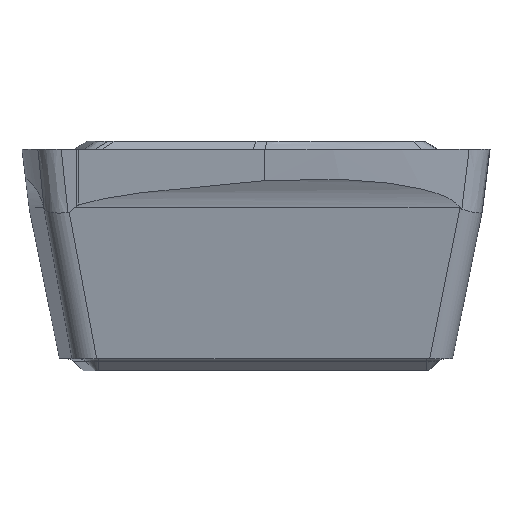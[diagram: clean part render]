
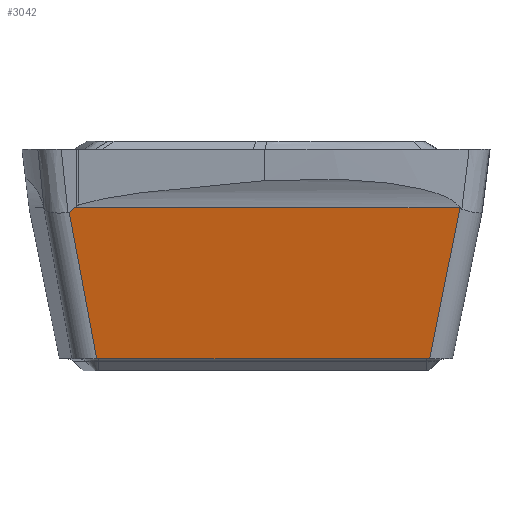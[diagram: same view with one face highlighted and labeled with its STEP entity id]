
A CAD part, left-side view. The second image highlights one B-rep face of the part: STEP entity #3042.
In plain terms, the highlighted planar face has unit normal (-0.981, -0.037, -0.191).
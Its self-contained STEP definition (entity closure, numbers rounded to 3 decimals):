
#377=DIRECTION('',(0.038,-0.999,0.));
#378=VECTOR('',#377,8.259);
#379=CARTESIAN_POINT('',(-4.87,3.949,-5.2));
#380=LINE('',#379,#378);
#515=DIRECTION('',(-0.194,0.18,0.964));
#516=VECTOR('',#515,3.771);
#517=CARTESIAN_POINT('',(-4.87,3.949,-5.2));
#518=LINE('',#517,#516);
#522=DIRECTION('',(0.18,0.194,-0.964));
#523=VECTOR('',#522,3.889);
#524=CARTESIAN_POINT('',(-5.261,-5.059,
-1.45));
#525=LINE('',#524,#523);
#1250=DIRECTION('',(0.101,0.744,-0.661));
#1251=VECTOR('',#1250,0.173);
#1252=CARTESIAN_POINT('',(-5.62,4.501,
-1.45));
#1253=LINE('',#1252,#1251);
#1324=DIRECTION('',(-0.038,0.999,0.));
#1325=VECTOR('',#1324,9.566);
#1326=CARTESIAN_POINT('',(-5.261,-5.059,
-1.45));
#1327=LINE('',#1326,#1325);
#2131=CARTESIAN_POINT('',(-4.87,3.949,
-5.2));
#2132=CARTESIAN_POINT('',(-4.56,-4.303,
-5.2));
#2133=VERTEX_POINT('',#2131);
#2134=VERTEX_POINT('',#2132);
#2144=CARTESIAN_POINT('',(-5.603,4.629,
-1.564));
#2145=VERTEX_POINT('',#2144);
#2146=CARTESIAN_POINT('',(-5.62,4.501,
-1.45));
#2147=VERTEX_POINT('',#2146);
#2148=CARTESIAN_POINT('',(-5.261,-5.059,
-1.45));
#2149=VERTEX_POINT('',#2148);
#3026=CARTESIAN_POINT('',(-5.079,-0.202,
-3.325));
#3027=DIRECTION('',(0.981,0.037,0.191));
#3028=DIRECTION('',(-0.191,-0.007,0.982));
#3029=AXIS2_PLACEMENT_3D('',#3026,#3027,#3028);
#3030=PLANE('',#3029);
#3031=ORIENTED_EDGE('',*,*,#2997,.F.);
#3033=ORIENTED_EDGE('',*,*,#3032,.T.);
#3035=ORIENTED_EDGE('',*,*,#3034,.F.);
#3037=ORIENTED_EDGE('',*,*,#3036,.F.);
#3039=ORIENTED_EDGE('',*,*,#3038,.T.);
#3040=EDGE_LOOP('',(#3031,#3033,#3035,#3037,#3039));
#3041=FACE_OUTER_BOUND('',#3040,.F.);
#2997=EDGE_CURVE('',#2133,#2134,#380,.T.);
#3032=EDGE_CURVE('',#2133,#2145,#518,.T.);
#3034=EDGE_CURVE('',#2147,#2145,#1253,.T.);
#3036=EDGE_CURVE('',#2149,#2147,#1327,.T.);
#3038=EDGE_CURVE('',#2149,#2134,#525,.T.);
#3042=ADVANCED_FACE('',(#3041),#3030,.F.);
